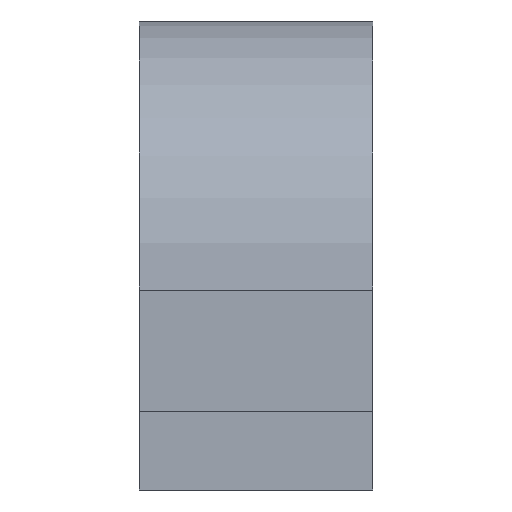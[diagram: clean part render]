
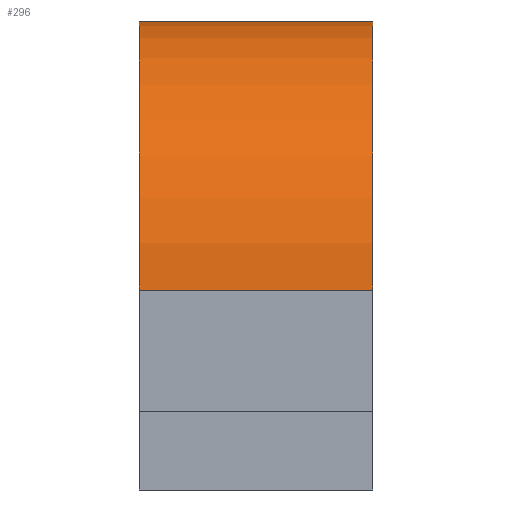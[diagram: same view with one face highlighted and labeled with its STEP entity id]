
A CAD part, left-side view. The second image highlights one B-rep face of the part: STEP entity #296.
In plain terms, the highlighted cylindrical face has radius 17.183 mm (diameter 34.365 mm), a partial arc.
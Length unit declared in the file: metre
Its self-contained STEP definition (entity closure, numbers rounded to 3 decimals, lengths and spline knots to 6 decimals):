
#29=CIRCLE('',#331,0.017182);
#30=CIRCLE('',#332,0.017182);
#63=ORIENTED_EDGE('',*,*,#136,.T.);
#64=ORIENTED_EDGE('',*,*,#137,.T.);
#65=ORIENTED_EDGE('',*,*,#138,.F.);
#66=ORIENTED_EDGE('',*,*,#133,.F.);
#133=EDGE_CURVE('',#169,#170,#196,.T.);
#136=EDGE_CURVE('',#169,#171,#29,.T.);
#137=EDGE_CURVE('',#171,#172,#199,.T.);
#138=EDGE_CURVE('',#170,#172,#30,.T.);
#169=VERTEX_POINT('',#470);
#170=VERTEX_POINT('',#471);
#171=VERTEX_POINT('',#476);
#172=VERTEX_POINT('',#478);
#196=LINE('',#469,#225);
#199=LINE('',#477,#228);
#225=VECTOR('',#384,1.);
#228=VECTOR('',#391,1.);
#251=EDGE_LOOP('',(#63,#64,#65,#66));
#273=FACE_BOUND('',#251,.T.);
#286=CYLINDRICAL_SURFACE('',#330,0.017182);
#296=ADVANCED_FACE('',(#273),#286,.T.);
#330=AXIS2_PLACEMENT_3D('',#474,#387,#388);
#331=AXIS2_PLACEMENT_3D('',#475,#389,#390);
#332=AXIS2_PLACEMENT_3D('',#479,#392,#393);
#384=DIRECTION('',(0.,1.,0.));
#387=DIRECTION('',(0.,-1.,0.));
#388=DIRECTION('',(-1.,0.,0.));
#389=DIRECTION('',(0.,1.,0.));
#390=DIRECTION('',(-1.,0.,0.));
#391=DIRECTION('',(0.,1.,0.));
#392=DIRECTION('',(0.,1.,0.));
#393=DIRECTION('',(-1.,0.,0.));
#469=CARTESIAN_POINT('',(-0.03,0.,0.012818));
#470=CARTESIAN_POINT('',(-0.03,0.,0.012818));
#471=CARTESIAN_POINT('',(-0.03,0.015,0.012818));
#474=CARTESIAN_POINT('',(-0.012818,0.,0.012818));
#475=CARTESIAN_POINT('',(-0.012818,0.,0.012818));
#476=CARTESIAN_POINT('',(-0.012818,0.,0.03));
#477=CARTESIAN_POINT('',(-0.012818,0.,0.03));
#478=CARTESIAN_POINT('',(-0.012818,0.015,0.03));
#479=CARTESIAN_POINT('',(-0.012818,0.015,0.012818));
